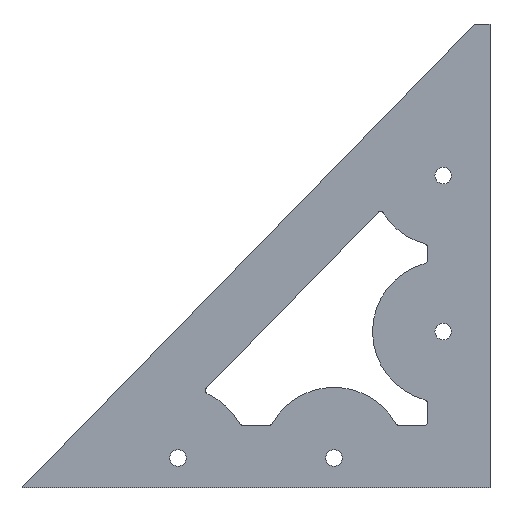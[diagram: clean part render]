
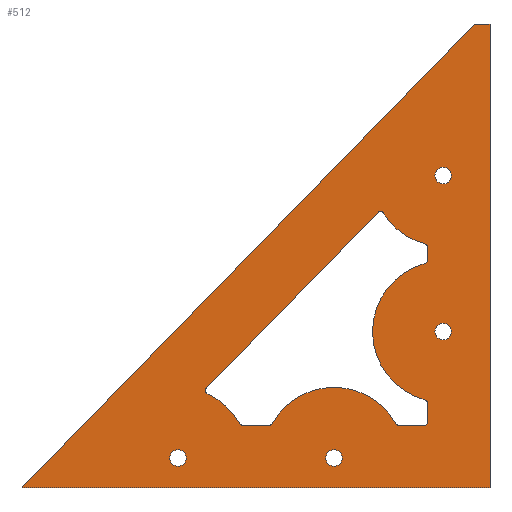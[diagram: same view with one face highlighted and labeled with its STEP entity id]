
A CAD part, front view. The second image highlights one B-rep face of the part: STEP entity #512.
In plain terms, the highlighted planar face has unit normal (0, -1, 0).
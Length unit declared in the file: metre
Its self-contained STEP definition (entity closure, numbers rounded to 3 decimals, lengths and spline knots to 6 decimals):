
#29=CIRCLE('',#554,0.00265);
#30=CIRCLE('',#555,0.00265);
#31=CIRCLE('',#556,0.00265);
#32=CIRCLE('',#557,0.00265);
#33=CIRCLE('',#558,0.001);
#34=CIRCLE('',#559,0.02265);
#35=CIRCLE('',#560,0.001);
#36=CIRCLE('',#561,0.001);
#37=CIRCLE('',#562,0.001);
#38=CIRCLE('',#563,0.02265);
#39=CIRCLE('',#564,0.001);
#40=CIRCLE('',#565,0.001);
#41=CIRCLE('',#566,0.02265);
#42=CIRCLE('',#567,0.001);
#43=CIRCLE('',#568,0.001);
#44=CIRCLE('',#569,0.02265);
#45=CIRCLE('',#570,0.001);
#63=ORIENTED_EDGE('',*,*,#211,.F.);
#64=ORIENTED_EDGE('',*,*,#212,.T.);
#65=ORIENTED_EDGE('',*,*,#213,.T.);
#66=ORIENTED_EDGE('',*,*,#214,.T.);
#67=ORIENTED_EDGE('',*,*,#215,.F.);
#68=ORIENTED_EDGE('',*,*,#216,.F.);
#69=ORIENTED_EDGE('',*,*,#217,.F.);
#70=ORIENTED_EDGE('',*,*,#218,.F.);
#71=ORIENTED_EDGE('',*,*,#219,.F.);
#72=ORIENTED_EDGE('',*,*,#220,.T.);
#73=ORIENTED_EDGE('',*,*,#221,.F.);
#74=ORIENTED_EDGE('',*,*,#222,.F.);
#75=ORIENTED_EDGE('',*,*,#223,.F.);
#76=ORIENTED_EDGE('',*,*,#224,.F.);
#77=ORIENTED_EDGE('',*,*,#225,.F.);
#78=ORIENTED_EDGE('',*,*,#226,.T.);
#79=ORIENTED_EDGE('',*,*,#227,.F.);
#80=ORIENTED_EDGE('',*,*,#228,.F.);
#81=ORIENTED_EDGE('',*,*,#229,.F.);
#82=ORIENTED_EDGE('',*,*,#230,.T.);
#83=ORIENTED_EDGE('',*,*,#231,.F.);
#84=ORIENTED_EDGE('',*,*,#232,.T.);
#85=ORIENTED_EDGE('',*,*,#233,.F.);
#86=ORIENTED_EDGE('',*,*,#234,.T.);
#87=ORIENTED_EDGE('',*,*,#235,.F.);
#88=ORIENTED_EDGE('',*,*,#236,.F.);
#211=EDGE_CURVE('',#285,#286,#337,.T.);
#212=EDGE_CURVE('',#285,#287,#338,.T.);
#213=EDGE_CURVE('',#287,#288,#339,.T.);
#214=EDGE_CURVE('',#288,#286,#340,.T.);
#215=EDGE_CURVE('',#289,#289,#29,.T.);
#216=EDGE_CURVE('',#290,#290,#30,.T.);
#217=EDGE_CURVE('',#291,#291,#31,.T.);
#218=EDGE_CURVE('',#292,#292,#32,.T.);
#219=EDGE_CURVE('',#293,#294,#33,.T.);
#220=EDGE_CURVE('',#293,#295,#34,.T.);
#221=EDGE_CURVE('',#296,#295,#35,.T.);
#222=EDGE_CURVE('',#297,#296,#341,.T.);
#223=EDGE_CURVE('',#298,#297,#36,.T.);
#224=EDGE_CURVE('',#299,#298,#342,.T.);
#225=EDGE_CURVE('',#300,#299,#37,.T.);
#226=EDGE_CURVE('',#300,#301,#38,.T.);
#227=EDGE_CURVE('',#302,#301,#39,.T.);
#228=EDGE_CURVE('',#303,#302,#343,.T.);
#229=EDGE_CURVE('',#304,#303,#40,.T.);
#230=EDGE_CURVE('',#304,#305,#41,.T.);
#231=EDGE_CURVE('',#306,#305,#42,.T.);
#232=EDGE_CURVE('',#306,#307,#344,.T.);
#233=EDGE_CURVE('',#308,#307,#43,.T.);
#234=EDGE_CURVE('',#308,#309,#44,.T.);
#235=EDGE_CURVE('',#310,#309,#45,.T.);
#236=EDGE_CURVE('',#294,#310,#345,.T.);
#285=VERTEX_POINT('',#784);
#286=VERTEX_POINT('',#785);
#287=VERTEX_POINT('',#787);
#288=VERTEX_POINT('',#789);
#289=VERTEX_POINT('',#792);
#290=VERTEX_POINT('',#794);
#291=VERTEX_POINT('',#796);
#292=VERTEX_POINT('',#798);
#293=VERTEX_POINT('',#800);
#294=VERTEX_POINT('',#801);
#295=VERTEX_POINT('',#803);
#296=VERTEX_POINT('',#805);
#297=VERTEX_POINT('',#807);
#298=VERTEX_POINT('',#809);
#299=VERTEX_POINT('',#811);
#300=VERTEX_POINT('',#813);
#301=VERTEX_POINT('',#815);
#302=VERTEX_POINT('',#817);
#303=VERTEX_POINT('',#819);
#304=VERTEX_POINT('',#821);
#305=VERTEX_POINT('',#823);
#306=VERTEX_POINT('',#825);
#307=VERTEX_POINT('',#827);
#308=VERTEX_POINT('',#829);
#309=VERTEX_POINT('',#831);
#310=VERTEX_POINT('',#833);
#337=LINE('',#783,#377);
#338=LINE('',#786,#378);
#339=LINE('',#788,#379);
#340=LINE('',#790,#380);
#341=LINE('',#806,#381);
#342=LINE('',#810,#382);
#343=LINE('',#818,#383);
#344=LINE('',#826,#384);
#345=LINE('',#834,#385);
#377=VECTOR('',#619,1.);
#378=VECTOR('',#620,1.);
#379=VECTOR('',#621,1.);
#380=VECTOR('',#622,1.);
#381=VECTOR('',#637,1.);
#382=VECTOR('',#640,1.);
#383=VECTOR('',#647,1.);
#384=VECTOR('',#654,1.);
#385=VECTOR('',#661,1.);
#417=EDGE_LOOP('',(#63,#64,#65,#66));
#418=EDGE_LOOP('',(#67));
#419=EDGE_LOOP('',(#68));
#420=EDGE_LOOP('',(#69));
#421=EDGE_LOOP('',(#70));
#422=EDGE_LOOP('',(#71,#72,#73,#74,#75,#76,#77,#78,#79,#80,#81,#82,#83,
#84,#85,#86,#87,#88));
#459=FACE_BOUND('',#417,.T.);
#460=FACE_BOUND('',#418,.T.);
#461=FACE_BOUND('',#419,.T.);
#462=FACE_BOUND('',#420,.T.);
#463=FACE_BOUND('',#421,.T.);
#464=FACE_BOUND('',#422,.T.);
#501=PLANE('',#553);
#512=ADVANCED_FACE('',(#459,#460,#461,#462,#463,#464),#501,.T.);
#553=AXIS2_PLACEMENT_3D('',#782,#617,#618);
#554=AXIS2_PLACEMENT_3D('',#791,#623,#624);
#555=AXIS2_PLACEMENT_3D('',#793,#625,#626);
#556=AXIS2_PLACEMENT_3D('',#795,#627,#628);
#557=AXIS2_PLACEMENT_3D('',#797,#629,#630);
#558=AXIS2_PLACEMENT_3D('',#799,#631,#632);
#559=AXIS2_PLACEMENT_3D('',#802,#633,#634);
#560=AXIS2_PLACEMENT_3D('',#804,#635,#636);
#561=AXIS2_PLACEMENT_3D('',#808,#638,#639);
#562=AXIS2_PLACEMENT_3D('',#812,#641,#642);
#563=AXIS2_PLACEMENT_3D('',#814,#643,#644);
#564=AXIS2_PLACEMENT_3D('',#816,#645,#646);
#565=AXIS2_PLACEMENT_3D('',#820,#648,#649);
#566=AXIS2_PLACEMENT_3D('',#822,#650,#651);
#567=AXIS2_PLACEMENT_3D('',#824,#652,#653);
#568=AXIS2_PLACEMENT_3D('',#828,#655,#656);
#569=AXIS2_PLACEMENT_3D('',#830,#657,#658);
#570=AXIS2_PLACEMENT_3D('',#832,#659,#660);
#617=DIRECTION('',(0.,-1.,0.));
#618=DIRECTION('',(1.,0.,0.));
#619=DIRECTION('',(0.699,0.,0.716));
#620=DIRECTION('',(1.,0.,0.));
#621=DIRECTION('',(0.,0.,1.));
#622=DIRECTION('',(-1.,0.,0.));
#623=DIRECTION('',(0.,-1.,0.));
#624=DIRECTION('',(0.,0.,-1.));
#625=DIRECTION('',(0.,-1.,0.));
#626=DIRECTION('',(0.,0.,-1.));
#627=DIRECTION('',(0.,-1.,0.));
#628=DIRECTION('',(0.,0.,-1.));
#629=DIRECTION('',(0.,-1.,0.));
#630=DIRECTION('',(0.,0.,-1.));
#631=DIRECTION('',(0.,-1.,0.));
#632=DIRECTION('',(0.,0.,-1.));
#633=DIRECTION('',(0.,-1.,0.));
#634=DIRECTION('',(0.,0.,-1.));
#635=DIRECTION('',(0.,-1.,0.));
#636=DIRECTION('',(0.,0.,-1.));
#637=DIRECTION('',(0.,0.,1.));
#638=DIRECTION('',(0.,-1.,0.));
#639=DIRECTION('',(0.,0.,-1.));
#640=DIRECTION('',(1.,0.,0.));
#641=DIRECTION('',(0.,-1.,0.));
#642=DIRECTION('',(0.,0.,-1.));
#643=DIRECTION('',(0.,-1.,0.));
#644=DIRECTION('',(0.,0.,-1.));
#645=DIRECTION('',(0.,-1.,0.));
#646=DIRECTION('',(0.,0.,-1.));
#647=DIRECTION('',(1.,0.,0.));
#648=DIRECTION('',(0.,-1.,0.));
#649=DIRECTION('',(0.,0.,-1.));
#650=DIRECTION('',(0.,-1.,0.));
#651=DIRECTION('',(0.,0.,-1.));
#652=DIRECTION('',(0.,-1.,0.));
#653=DIRECTION('',(0.,0.,-1.));
#654=DIRECTION('',(0.699,0.,0.716));
#655=DIRECTION('',(0.,-1.,0.));
#656=DIRECTION('',(0.,0.,-1.));
#657=DIRECTION('',(0.,-1.,0.));
#658=DIRECTION('',(0.,0.,-1.));
#659=DIRECTION('',(0.,-1.,0.));
#660=DIRECTION('',(0.,0.,-1.));
#661=DIRECTION('',(0.,0.,1.));
#782=CARTESIAN_POINT('',(-0.06,-1.025,0.492));
#783=CARTESIAN_POINT('',(-0.0625,-1.025,0.064753));
#784=CARTESIAN_POINT('',(-0.135,-1.025,-0.0095));
#785=CARTESIAN_POINT('',(0.01,-1.025,0.139006));
#786=CARTESIAN_POINT('',(-0.06,-1.025,-0.0095));
#787=CARTESIAN_POINT('',(0.015,-1.025,-0.0095));
#788=CARTESIAN_POINT('',(0.015,-1.025,0.064753));
#789=CARTESIAN_POINT('',(0.015,-1.025,0.139006));
#790=CARTESIAN_POINT('',(0.0125,-1.025,0.139006));
#791=CARTESIAN_POINT('',(-0.085,-1.025,0.));
#792=CARTESIAN_POINT('',(-0.085,-1.025,-0.00265));
#793=CARTESIAN_POINT('',(-0.035,-1.025,0.));
#794=CARTESIAN_POINT('',(-0.035,-1.025,-0.00265));
#795=CARTESIAN_POINT('',(0.,-1.025,0.0905));
#796=CARTESIAN_POINT('',(0.,-1.025,0.08785));
#797=CARTESIAN_POINT('',(0.,-1.025,0.0405));
#798=CARTESIAN_POINT('',(0.,-1.025,0.03785));
#799=CARTESIAN_POINT('',(-0.006,-1.025,0.063376));
#800=CARTESIAN_POINT('',(-0.005746,-1.025,0.062409));
#801=CARTESIAN_POINT('',(-0.005,-1.025,0.063376));
#802=CARTESIAN_POINT('',(0.,-1.025,0.0405));
#803=CARTESIAN_POINT('',(-0.005746,-1.025,0.018591));
#804=CARTESIAN_POINT('',(-0.006,-1.025,0.017624));
#805=CARTESIAN_POINT('',(-0.005,-1.025,0.017624));
#806=CARTESIAN_POINT('',(-0.005,-1.025,0.492));
#807=CARTESIAN_POINT('',(-0.005,-1.025,0.0115));
#808=CARTESIAN_POINT('',(-0.006,-1.025,0.0115));
#809=CARTESIAN_POINT('',(-0.006,-1.025,0.0105));
#810=CARTESIAN_POINT('',(-0.06,-1.025,0.0105));
#811=CARTESIAN_POINT('',(-0.014334,-1.025,0.0105));
#812=CARTESIAN_POINT('',(-0.014334,-1.025,0.0115));
#813=CARTESIAN_POINT('',(-0.015208,-1.025,0.011014));
#814=CARTESIAN_POINT('',(-0.035,-1.025,0.));
#815=CARTESIAN_POINT('',(-0.054792,-1.025,0.011014));
#816=CARTESIAN_POINT('',(-0.055666,-1.025,0.0115));
#817=CARTESIAN_POINT('',(-0.055666,-1.025,0.0105));
#818=CARTESIAN_POINT('',(-0.06,-1.025,0.0105));
#819=CARTESIAN_POINT('',(-0.064334,-1.025,0.0105));
#820=CARTESIAN_POINT('',(-0.064334,-1.025,0.0115));
#821=CARTESIAN_POINT('',(-0.065208,-1.025,0.011014));
#822=CARTESIAN_POINT('',(-0.085,-1.025,0.));
#823=CARTESIAN_POINT('',(-0.07572,-1.025,0.020661));
#824=CARTESIAN_POINT('',(-0.07531,-1.025,0.021574));
#825=CARTESIAN_POINT('',(-0.076025,-1.025,0.022272));
#826=CARTESIAN_POINT('',(0.166593,-1.025,0.270756));
#827=CARTESIAN_POINT('',(-0.020846,-1.025,0.078786));
#828=CARTESIAN_POINT('',(-0.020131,-1.025,0.078087));
#829=CARTESIAN_POINT('',(-0.019279,-1.025,0.078612));
#830=CARTESIAN_POINT('',(0.,-1.025,0.0905));
#831=CARTESIAN_POINT('',(-0.005746,-1.025,0.068591));
#832=CARTESIAN_POINT('',(-0.006,-1.025,0.067624));
#833=CARTESIAN_POINT('',(-0.005,-1.025,0.067624));
#834=CARTESIAN_POINT('',(-0.005,-1.025,0.492));
